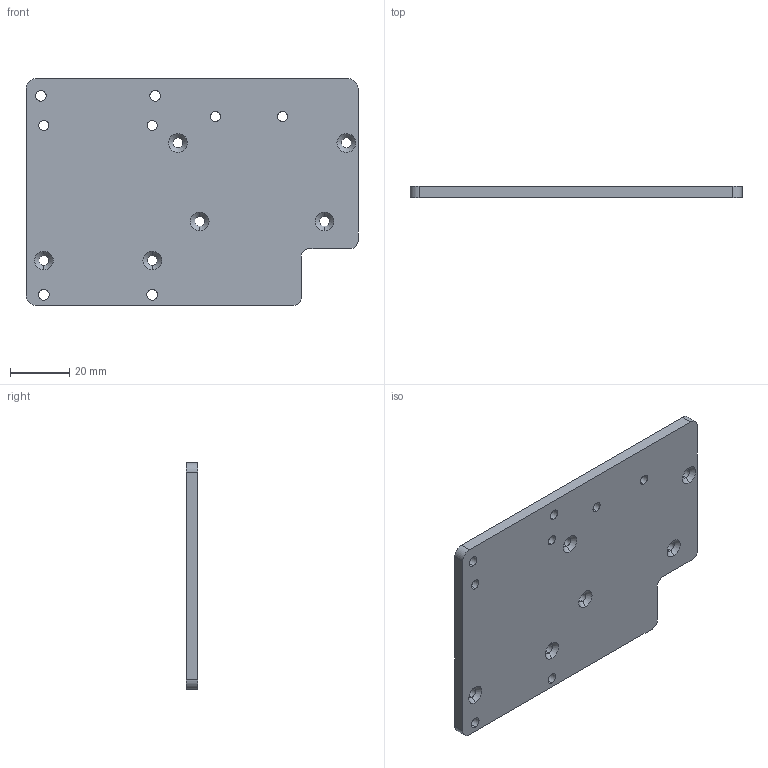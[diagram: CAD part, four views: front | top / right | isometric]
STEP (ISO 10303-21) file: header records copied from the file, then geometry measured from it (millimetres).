
FILE_DESCRIPTION (( 'STEP AP203' ), '1' );
FILE_NAME ('FC-002_STACKING BOARDS.STEP', '2022-07-12T14:46:01', ( '' ), ( '' ), 'SwSTEP 2.0', 'SolidWorks 2020', '' );
FILE_SCHEMA (( 'CONFIG_CONTROL_DESIGN' ));
Length unit declared in the file: millimetre
Products named in the file (1): FC-002_STACKING BOARDS
Bounding box: 111.76 x 3.81 x 76.2 mm (x, y, z)
Volume: 30428.8 mm3; surface area: 17962.2 mm2
Topology: 1 solids, 1 shells, 58 faces, 152 edges, 96 vertices
Faces by surface type: cylinder 34, cone 16, plane 8
Entity records: 1945 total; most frequent: DIRECTION 354, CARTESIAN_POINT 307, ORIENTED_EDGE 304, EDGE_CURVE 152, AXIS2_PLACEMENT_3D 143, VERTEX_POINT 96, EDGE_LOOP 86, CIRCLE 84
